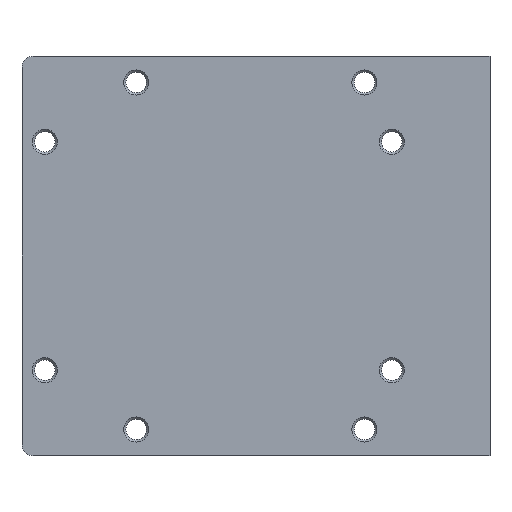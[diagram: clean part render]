
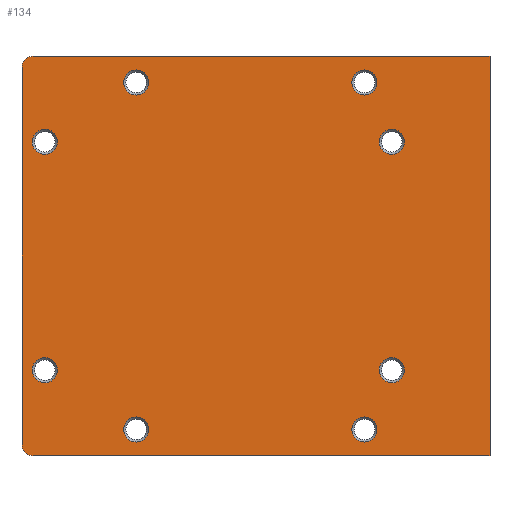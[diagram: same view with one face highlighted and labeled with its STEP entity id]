
A CAD part, front view. The second image highlights one B-rep face of the part: STEP entity #134.
In plain terms, the highlighted planar face has unit normal (0, -1, 0).
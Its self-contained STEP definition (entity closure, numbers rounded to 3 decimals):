
#134=ADVANCED_FACE('',(#311,#312,#313,#314,#315,#316,#317,#318,#319),#224,
 .T.);
#224=PLANE('',#1345);
#236=LINE('',#1961,#270);
#238=LINE('',#1981,#272);
#239=LINE('',#1985,#273);
#240=LINE('',#1989,#274);
#270=VECTOR('',#1539,1.);
#272=VECTOR('',#1559,1.);
#273=VECTOR('',#1562,1.);
#274=VECTOR('',#1565,1.);
#311=FACE_BOUND('',#501,.T.);
#312=FACE_BOUND('',#502,.T.);
#313=FACE_BOUND('',#503,.T.);
#314=FACE_BOUND('',#504,.T.);
#315=FACE_BOUND('',#505,.T.);
#316=FACE_BOUND('',#506,.T.);
#317=FACE_BOUND('',#507,.T.);
#318=FACE_BOUND('',#508,.T.);
#319=FACE_BOUND('',#509,.T.);
#501=EDGE_LOOP('',(#699));
#502=EDGE_LOOP('',(#700));
#503=EDGE_LOOP('',(#701));
#504=EDGE_LOOP('',(#702));
#505=EDGE_LOOP('',(#703));
#506=EDGE_LOOP('',(#704));
#507=EDGE_LOOP('',(#705));
#508=EDGE_LOOP('',(#706));
#509=EDGE_LOOP('',(#707,#708,#709,#710,#711,#712));
#699=ORIENTED_EDGE('',*,*,#1099,.T.);
#700=ORIENTED_EDGE('',*,*,#1100,.T.);
#701=ORIENTED_EDGE('',*,*,#1101,.T.);
#702=ORIENTED_EDGE('',*,*,#1102,.T.);
#703=ORIENTED_EDGE('',*,*,#1103,.T.);
#704=ORIENTED_EDGE('',*,*,#1104,.T.);
#705=ORIENTED_EDGE('',*,*,#1105,.T.);
#706=ORIENTED_EDGE('',*,*,#1106,.T.);
#707=ORIENTED_EDGE('',*,*,#1107,.T.);
#708=ORIENTED_EDGE('',*,*,#1108,.T.);
#709=ORIENTED_EDGE('',*,*,#1109,.T.);
#710=ORIENTED_EDGE('',*,*,#1110,.T.);
#711=ORIENTED_EDGE('',*,*,#1111,.F.);
#712=ORIENTED_EDGE('',*,*,#1097,.F.);
#969=VERTEX_POINT('',#1960);
#970=VERTEX_POINT('',#1962);
#971=VERTEX_POINT('',#1966);
#972=VERTEX_POINT('',#1968);
#973=VERTEX_POINT('',#1970);
#974=VERTEX_POINT('',#1972);
#975=VERTEX_POINT('',#1974);
#976=VERTEX_POINT('',#1976);
#977=VERTEX_POINT('',#1978);
#978=VERTEX_POINT('',#1980);
#979=VERTEX_POINT('',#1982);
#980=VERTEX_POINT('',#1984);
#981=VERTEX_POINT('',#1986);
#982=VERTEX_POINT('',#1988);
#1097=EDGE_CURVE('',#969,#970,#236,.T.);
#1099=EDGE_CURVE('',#971,#971,#1231,.T.);
#1100=EDGE_CURVE('',#972,#972,#1232,.T.);
#1101=EDGE_CURVE('',#973,#973,#1233,.T.);
#1102=EDGE_CURVE('',#974,#974,#1234,.T.);
#1103=EDGE_CURVE('',#975,#975,#1235,.T.);
#1104=EDGE_CURVE('',#976,#976,#1236,.T.);
#1105=EDGE_CURVE('',#977,#977,#1237,.T.);
#1106=EDGE_CURVE('',#978,#978,#1238,.T.);
#1107=EDGE_CURVE('',#969,#979,#238,.T.);
#1108=EDGE_CURVE('',#979,#980,#1239,.T.);
#1109=EDGE_CURVE('',#980,#981,#239,.T.);
#1110=EDGE_CURVE('',#981,#982,#1240,.T.);
#1111=EDGE_CURVE('',#970,#982,#240,.T.);
#1231=CIRCLE('',#1335,1.1);
#1232=CIRCLE('',#1336,1.1);
#1233=CIRCLE('',#1337,1.1);
#1234=CIRCLE('',#1338,1.1);
#1235=CIRCLE('',#1339,1.1);
#1236=CIRCLE('',#1340,1.1);
#1237=CIRCLE('',#1341,1.1);
#1238=CIRCLE('',#1342,1.1);
#1239=CIRCLE('',#1343,1.);
#1240=CIRCLE('',#1344,1.);
#1335=AXIS2_PLACEMENT_3D('',#1965,#1543,#1544);
#1336=AXIS2_PLACEMENT_3D('',#1967,#1545,#1546);
#1337=AXIS2_PLACEMENT_3D('',#1969,#1547,#1548);
#1338=AXIS2_PLACEMENT_3D('',#1971,#1549,#1550);
#1339=AXIS2_PLACEMENT_3D('',#1973,#1551,#1552);
#1340=AXIS2_PLACEMENT_3D('',#1975,#1553,#1554);
#1341=AXIS2_PLACEMENT_3D('',#1977,#1555,#1556);
#1342=AXIS2_PLACEMENT_3D('',#1979,#1557,#1558);
#1343=AXIS2_PLACEMENT_3D('',#1983,#1560,#1561);
#1344=AXIS2_PLACEMENT_3D('',#1987,#1563,#1564);
#1345=AXIS2_PLACEMENT_3D('',#1990,#1566,#1567);
#1539=DIRECTION('',(0.,0.,-1.));
#1543=DIRECTION('',(0.,1.,0.));
#1544=DIRECTION('',(1.,0.,0.));
#1545=DIRECTION('',(0.,1.,0.));
#1546=DIRECTION('',(1.,0.,0.));
#1547=DIRECTION('',(0.,1.,0.));
#1548=DIRECTION('',(1.,0.,0.));
#1549=DIRECTION('',(0.,1.,0.));
#1550=DIRECTION('',(1.,0.,0.));
#1551=DIRECTION('',(0.,1.,0.));
#1552=DIRECTION('',(1.,0.,0.));
#1553=DIRECTION('',(0.,1.,0.));
#1554=DIRECTION('',(1.,0.,0.));
#1555=DIRECTION('',(0.,1.,0.));
#1556=DIRECTION('',(1.,0.,0.));
#1557=DIRECTION('',(0.,1.,0.));
#1558=DIRECTION('',(1.,0.,0.));
#1559=DIRECTION('',(-1.,0.,0.));
#1560=DIRECTION('',(0.,-1.,0.));
#1561=DIRECTION('',(1.,0.,0.));
#1562=DIRECTION('',(0.,0.,-1.));
#1563=DIRECTION('',(0.,-1.,0.));
#1564=DIRECTION('',(1.,0.,0.));
#1565=DIRECTION('',(-1.,0.,0.));
#1566=DIRECTION('',(0.,-1.,0.));
#1567=DIRECTION('',(-1.,0.,0.));
#1960=CARTESIAN_POINT('',(0.,0.,35.));
#1961=CARTESIAN_POINT('',(0.,0.,35.));
#1962=CARTESIAN_POINT('',(0.,0.,0.));
#1965=CARTESIAN_POINT('',(-8.6,0.,27.5));
#1966=CARTESIAN_POINT('',(-7.5,0.,27.5));
#1967=CARTESIAN_POINT('',(-8.6,0.,7.5));
#1968=CARTESIAN_POINT('',(-7.5,0.,7.5));
#1969=CARTESIAN_POINT('',(-39.,0.,27.5));
#1970=CARTESIAN_POINT('',(-37.9,0.,27.5));
#1971=CARTESIAN_POINT('',(-39.,0.,7.5));
#1972=CARTESIAN_POINT('',(-37.9,0.,7.5));
#1973=CARTESIAN_POINT('',(-31.,0.,2.3));
#1974=CARTESIAN_POINT('',(-29.9,0.,2.3));
#1975=CARTESIAN_POINT('',(-31.,0.,32.7));
#1976=CARTESIAN_POINT('',(-29.9,0.,32.7));
#1977=CARTESIAN_POINT('',(-11.,0.,2.3));
#1978=CARTESIAN_POINT('',(-9.9,0.,2.3));
#1979=CARTESIAN_POINT('',(-11.,0.,32.7));
#1980=CARTESIAN_POINT('',(-9.9,0.,32.7));
#1981=CARTESIAN_POINT('',(0.,0.,35.));
#1982=CARTESIAN_POINT('',(-40.,0.,35.));
#1983=CARTESIAN_POINT('',(-40.,0.,34.));
#1984=CARTESIAN_POINT('',(-41.,0.,34.));
#1985=CARTESIAN_POINT('',(-41.,0.,35.));
#1986=CARTESIAN_POINT('',(-41.,0.,1.));
#1987=CARTESIAN_POINT('',(-40.,0.,1.));
#1988=CARTESIAN_POINT('',(-40.,0.,0.));
#1989=CARTESIAN_POINT('',(0.,0.,0.));
#1990=CARTESIAN_POINT('',(0.,0.,35.));
